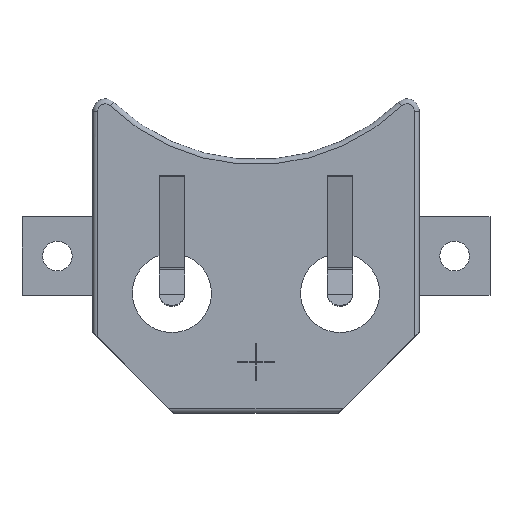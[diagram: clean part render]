
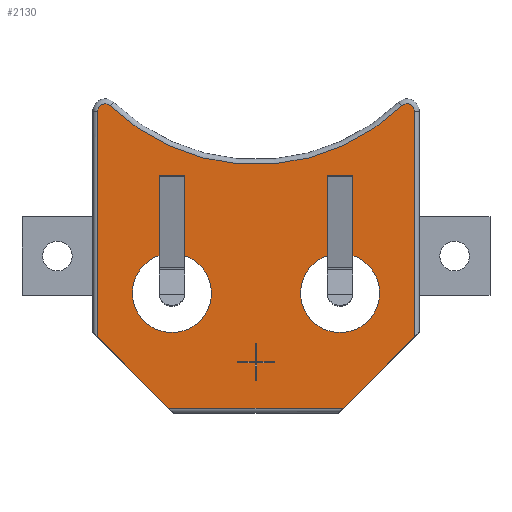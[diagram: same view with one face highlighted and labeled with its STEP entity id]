
A CAD part, top view. The second image highlights one B-rep face of the part: STEP entity #2130.
In plain terms, the highlighted planar face has unit normal (0, 0, 1).
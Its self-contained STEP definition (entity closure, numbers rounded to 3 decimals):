
#1335=CARTESIAN_POINT('',(0.025,-4.322,3.17));
#1336=VERTEX_POINT('',#1335);
#1343=CARTESIAN_POINT('',(0.75,-4.322,3.17));
#1344=VERTEX_POINT('',#1343);
#1345=CARTESIAN_POINT('',(0.75,-4.322,3.17));
#1346=DIRECTION('',(-1.0,0.0,0.0));
#1347=VECTOR('',#1346,0.725);
#1348=LINE('',#1345,#1347);
#1349=EDGE_CURVE('',#1344,#1336,#1348,.T.);
#1373=CARTESIAN_POINT('',(0.025,-4.272,3.17));
#1374=VERTEX_POINT('',#1373);
#1391=CARTESIAN_POINT('',(0.75,-4.272,3.17));
#1392=VERTEX_POINT('',#1391);
#1399=CARTESIAN_POINT('',(0.025,-4.272,3.17));
#1400=DIRECTION('',(1.0,0.0,0.0));
#1401=VECTOR('',#1400,0.725);
#1402=LINE('',#1399,#1401);
#1403=EDGE_CURVE('',#1374,#1392,#1402,.T.);
#1415=CARTESIAN_POINT('',(-0.025,-4.272,3.17));
#1416=VERTEX_POINT('',#1415);
#1423=CARTESIAN_POINT('',(-0.75,-4.272,3.17));
#1424=VERTEX_POINT('',#1423);
#1425=CARTESIAN_POINT('',(-0.75,-4.272,3.17));
#1426=DIRECTION('',(1.0,0.0,0.0));
#1427=VECTOR('',#1426,0.725);
#1428=LINE('',#1425,#1427);
#1429=EDGE_CURVE('',#1424,#1416,#1428,.T.);
#1453=CARTESIAN_POINT('',(-0.75,-4.322,3.17));
#1454=VERTEX_POINT('',#1453);
#1470=CARTESIAN_POINT('',(-0.75,-4.322,3.17));
#1471=DIRECTION('',(0.0,1.0,0.0));
#1472=VECTOR('',#1471,0.05);
#1473=LINE('',#1470,#1472);
#1474=EDGE_CURVE('',#1454,#1424,#1473,.T.);
#1484=CARTESIAN_POINT('',(-0.025,-4.322,3.17));
#1485=VERTEX_POINT('',#1484);
#1501=CARTESIAN_POINT('',(-0.025,-4.322,3.17));
#1502=DIRECTION('',(-1.0,0.0,0.0));
#1503=VECTOR('',#1502,0.725);
#1504=LINE('',#1501,#1503);
#1505=EDGE_CURVE('',#1485,#1454,#1504,.T.);
#1523=CARTESIAN_POINT('',(0.75,-4.272,3.17));
#1524=DIRECTION('',(0.0,-1.0,0.0));
#1525=VECTOR('',#1524,0.05);
#1526=LINE('',#1523,#1525);
#1527=EDGE_CURVE('',#1392,#1344,#1526,.T.);
#1538=CARTESIAN_POINT('',(-0.025,-5.047,3.17));
#1539=VERTEX_POINT('',#1538);
#1540=CARTESIAN_POINT('',(-0.025,-5.047,3.17));
#1541=DIRECTION('',(0.0,1.0,0.0));
#1542=VECTOR('',#1541,0.725);
#1543=LINE('',#1540,#1542);
#1544=EDGE_CURVE('',#1539,#1485,#1543,.T.);
#1569=CARTESIAN_POINT('',(0.025,-3.547,3.17));
#1570=VERTEX_POINT('',#1569);
#1571=CARTESIAN_POINT('',(0.025,-3.547,3.17));
#1572=DIRECTION('',(0.0,-1.0,0.0));
#1573=VECTOR('',#1572,0.725);
#1574=LINE('',#1571,#1573);
#1575=EDGE_CURVE('',#1570,#1374,#1574,.T.);
#1643=CARTESIAN_POINT('',(-0.025,-3.547,3.17));
#1644=VERTEX_POINT('',#1643);
#1653=CARTESIAN_POINT('',(-0.025,-3.547,3.17));
#1654=DIRECTION('',(1.0,0.0,0.0));
#1655=VECTOR('',#1654,0.05);
#1656=LINE('',#1653,#1655);
#1657=EDGE_CURVE('',#1644,#1570,#1656,.T.);
#1670=CARTESIAN_POINT('',(-0.025,-4.272,3.17));
#1671=DIRECTION('',(0.0,1.0,0.0));
#1672=VECTOR('',#1671,0.725);
#1673=LINE('',#1670,#1672);
#1674=EDGE_CURVE('',#1416,#1644,#1673,.T.);
#1684=CARTESIAN_POINT('',(0.025,-5.047,3.17));
#1685=VERTEX_POINT('',#1684);
#1694=CARTESIAN_POINT('',(0.025,-5.047,3.17));
#1695=DIRECTION('',(-1.0,0.0,0.0));
#1696=VECTOR('',#1695,0.05);
#1697=LINE('',#1694,#1696);
#1698=EDGE_CURVE('',#1685,#1539,#1697,.T.);
#1711=CARTESIAN_POINT('',(0.025,-4.322,3.17));
#1712=DIRECTION('',(0.0,-1.0,0.0));
#1713=VECTOR('',#1712,0.725);
#1714=LINE('',#1711,#1713);
#1715=EDGE_CURVE('',#1336,#1685,#1714,.T.);
#1725=CARTESIAN_POINT('',(-3.921,3.255,3.17));
#1726=VERTEX_POINT('',#1725);
#1727=CARTESIAN_POINT('',(-2.879,3.255,3.17));
#1728=VERTEX_POINT('',#1727);
#1729=CARTESIAN_POINT('',(-3.921,3.255,3.17));
#1730=DIRECTION('',(1.0,0.0,0.0));
#1731=VECTOR('',#1730,1.042);
#1732=LINE('',#1729,#1731);
#1733=EDGE_CURVE('',#1726,#1728,#1732,.T.);
#1765=CARTESIAN_POINT('',(-2.879,0.013,3.17));
#1766=VERTEX_POINT('',#1765);
#1767=CARTESIAN_POINT('',(-2.879,3.255,3.17));
#1768=DIRECTION('',(0.,-1.,0.0));
#1769=VECTOR('',#1768,3.242);
#1770=LINE('',#1767,#1769);
#1771=EDGE_CURVE('',#1728,#1766,#1770,.T.);
#1796=CARTESIAN_POINT('',(-3.921,0.013,3.17));
#1797=VERTEX_POINT('',#1796);
#1798=CARTESIAN_POINT('',(-3.4,-1.5,3.17));
#1799=DIRECTION('',(0.0,0.0,-1.0));
#1800=DIRECTION('',(0.0,-1.0,0.0));
#1801=AXIS2_PLACEMENT_3D('',#1798,#1799,#1800);
#1802=CIRCLE('',#1801,1.6);
#1803=EDGE_CURVE('',#1766,#1797,#1802,.T.);
#1829=CARTESIAN_POINT('',(-3.921,0.013,3.17));
#1830=DIRECTION('',(0.0,1.0,0.0));
#1831=VECTOR('',#1830,3.242);
#1832=LINE('',#1829,#1831);
#1833=EDGE_CURVE('',#1797,#1726,#1832,.T.);
#1851=CARTESIAN_POINT('',(2.879,3.255,3.17));
#1852=VERTEX_POINT('',#1851);
#1853=CARTESIAN_POINT('',(3.921,3.255,3.17));
#1854=VERTEX_POINT('',#1853);
#1855=CARTESIAN_POINT('',(2.879,3.255,3.17));
#1856=DIRECTION('',(1.0,0.0,0.0));
#1857=VECTOR('',#1856,1.042);
#1858=LINE('',#1855,#1857);
#1859=EDGE_CURVE('',#1852,#1854,#1858,.T.);
#1891=CARTESIAN_POINT('',(3.921,0.013,3.17));
#1892=VERTEX_POINT('',#1891);
#1893=CARTESIAN_POINT('',(3.921,3.255,3.17));
#1894=DIRECTION('',(0.,-1.,0.0));
#1895=VECTOR('',#1894,3.242);
#1896=LINE('',#1893,#1895);
#1897=EDGE_CURVE('',#1854,#1892,#1896,.T.);
#1922=CARTESIAN_POINT('',(2.879,0.013,3.17));
#1923=VERTEX_POINT('',#1922);
#1924=CARTESIAN_POINT('',(3.4,-1.5,3.17));
#1925=DIRECTION('',(0.0,0.0,-1.0));
#1926=DIRECTION('',(0.0,-1.0,0.0));
#1927=AXIS2_PLACEMENT_3D('',#1924,#1925,#1926);
#1928=CIRCLE('',#1927,1.6);
#1929=EDGE_CURVE('',#1892,#1923,#1928,.T.);
#1955=CARTESIAN_POINT('',(2.879,0.013,3.17));
#1956=DIRECTION('',(0.0,1.0,0.0));
#1957=VECTOR('',#1956,3.242);
#1958=LINE('',#1955,#1957);
#1959=EDGE_CURVE('',#1923,#1852,#1958,.T.);
#1977=CARTESIAN_POINT('',(-3.525,-6.15,3.17));
#1978=VERTEX_POINT('',#1977);
#1996=CARTESIAN_POINT('',(3.525,-6.15,3.17));
#1997=VERTEX_POINT('',#1996);
#2005=CARTESIAN_POINT('',(3.525,-6.15,3.17));
#2006=DIRECTION('',(-1.0,0.0,0.0));
#2007=VECTOR('',#2006,7.051);
#2008=LINE('',#2005,#2007);
#2009=EDGE_CURVE('',#1997,#1978,#2008,.T.);
#2020=CARTESIAN_POINT('',(-6.4,-3.275,3.17));
#2021=VERTEX_POINT('',#2020);
#2022=CARTESIAN_POINT('',(-3.525,-6.15,3.17));
#2023=DIRECTION('',(-0.707,0.707,0.0));
#2024=VECTOR('',#2023,4.065);
#2025=LINE('',#2022,#2024);
#2026=EDGE_CURVE('',#1978,#2021,#2025,.T.);
#2046=CARTESIAN_POINT('',(0.,0.303,3.17));
#2047=DIRECTION('',(0.0,0.0,1.0));
#2048=DIRECTION('',(1.0,0.0,0.0));
#2049=AXIS2_PLACEMENT_3D('',#2046,#2047,#2048);
#2050=PLANE('',#2049);
#2051=ORIENTED_EDGE('',*,*,#2009,.F.);
#2052=CARTESIAN_POINT('',(6.4,-3.275,3.17));
#2053=VERTEX_POINT('',#2052);
#2054=CARTESIAN_POINT('',(6.4,-3.275,3.17));
#2055=DIRECTION('',(-0.707,-0.707,0.0));
#2056=VECTOR('',#2055,4.065);
#2057=LINE('',#2054,#2056);
#2058=EDGE_CURVE('',#2053,#1997,#2057,.T.);
#2059=ORIENTED_EDGE('',*,*,#2058,.F.);
#2060=CARTESIAN_POINT('',(6.4,5.85,3.17));
#2061=VERTEX_POINT('',#2060);
#2062=CARTESIAN_POINT('',(6.4,5.85,3.17));
#2063=DIRECTION('',(0.0,-1.0,0.0));
#2064=VECTOR('',#2063,9.125);
#2065=LINE('',#2062,#2064);
#2066=EDGE_CURVE('',#2061,#2053,#2065,.T.);
#2067=ORIENTED_EDGE('',*,*,#2066,.F.);
#2068=CARTESIAN_POINT('',(5.889,6.066,3.17));
#2069=VERTEX_POINT('',#2068);
#2070=CARTESIAN_POINT('',(6.099,5.849,3.17));
#2071=DIRECTION('',(0.,0.,-1.0));
#2072=DIRECTION('',(0.39,0.921,0.));
#2073=AXIS2_PLACEMENT_3D('',#2070,#2071,#2072);
#2074=CIRCLE('',#2073,0.301);
#2075=EDGE_CURVE('',#2069,#2061,#2074,.T.);
#2076=ORIENTED_EDGE('',*,*,#2075,.F.);
#2077=CARTESIAN_POINT('',(-5.889,6.066,3.17));
#2078=VERTEX_POINT('',#2077);
#2079=CARTESIAN_POINT('',(0.,12.175,3.17));
#2080=DIRECTION('',(0.0,0.0,1.0));
#2081=DIRECTION('',(0.0,-1.0,0.0));
#2082=AXIS2_PLACEMENT_3D('',#2079,#2080,#2081);
#2083=CIRCLE('',#2082,8.486);
#2084=EDGE_CURVE('',#2078,#2069,#2083,.T.);
#2085=ORIENTED_EDGE('',*,*,#2084,.F.);
#2086=CARTESIAN_POINT('',(-6.4,5.85,3.17));
#2087=VERTEX_POINT('',#2086);
#2088=CARTESIAN_POINT('',(-6.098,5.848,3.17));
#2089=DIRECTION('',(0.,0.,-1.0));
#2090=DIRECTION('',(-0.39,0.921,0.));
#2091=AXIS2_PLACEMENT_3D('',#2088,#2089,#2090);
#2092=CIRCLE('',#2091,0.302);
#2093=EDGE_CURVE('',#2087,#2078,#2092,.T.);
#2094=ORIENTED_EDGE('',*,*,#2093,.F.);
#2095=CARTESIAN_POINT('',(-6.4,-3.275,3.17));
#2096=DIRECTION('',(0.0,1.0,0.0));
#2097=VECTOR('',#2096,9.125);
#2098=LINE('',#2095,#2097);
#2099=EDGE_CURVE('',#2021,#2087,#2098,.T.);
#2100=ORIENTED_EDGE('',*,*,#2099,.F.);
#2101=ORIENTED_EDGE('',*,*,#2026,.F.);
#2102=EDGE_LOOP('',(#2051,#2059,#2067,#2076,#2085,#2094,#2100,#2101));
#2103=FACE_OUTER_BOUND('',#2102,.T.);
#2104=ORIENTED_EDGE('',*,*,#1429,.T.);
#2105=ORIENTED_EDGE('',*,*,#1674,.T.);
#2106=ORIENTED_EDGE('',*,*,#1657,.T.);
#2107=ORIENTED_EDGE('',*,*,#1575,.T.);
#2108=ORIENTED_EDGE('',*,*,#1403,.T.);
#2109=ORIENTED_EDGE('',*,*,#1527,.T.);
#2110=ORIENTED_EDGE('',*,*,#1349,.T.);
#2111=ORIENTED_EDGE('',*,*,#1715,.T.);
#2112=ORIENTED_EDGE('',*,*,#1698,.T.);
#2113=ORIENTED_EDGE('',*,*,#1544,.T.);
#2114=ORIENTED_EDGE('',*,*,#1505,.T.);
#2115=ORIENTED_EDGE('',*,*,#1474,.T.);
#2116=EDGE_LOOP('',(#2104,#2105,#2106,#2107,#2108,#2109,#2110,#2111,#2112,#2113,#2114,#2115));
#2117=FACE_BOUND('',#2116,.T.);
#2118=ORIENTED_EDGE('',*,*,#1733,.T.);
#2119=ORIENTED_EDGE('',*,*,#1771,.T.);
#2120=ORIENTED_EDGE('',*,*,#1803,.T.);
#2121=ORIENTED_EDGE('',*,*,#1833,.T.);
#2122=EDGE_LOOP('',(#2118,#2119,#2120,#2121));
#2123=FACE_BOUND('',#2122,.T.);
#2124=ORIENTED_EDGE('',*,*,#1859,.T.);
#2125=ORIENTED_EDGE('',*,*,#1897,.T.);
#2126=ORIENTED_EDGE('',*,*,#1929,.T.);
#2127=ORIENTED_EDGE('',*,*,#1959,.T.);
#2128=EDGE_LOOP('',(#2124,#2125,#2126,#2127));
#2129=FACE_BOUND('',#2128,.T.);
#2130=ADVANCED_FACE('',(#2103,#2117,#2123,#2129),#2050,.T.);
